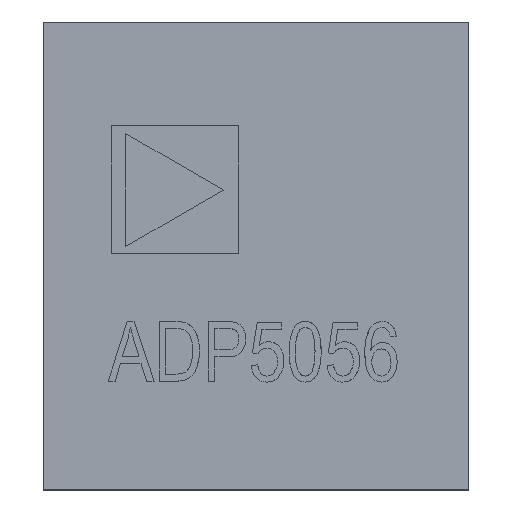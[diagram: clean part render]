
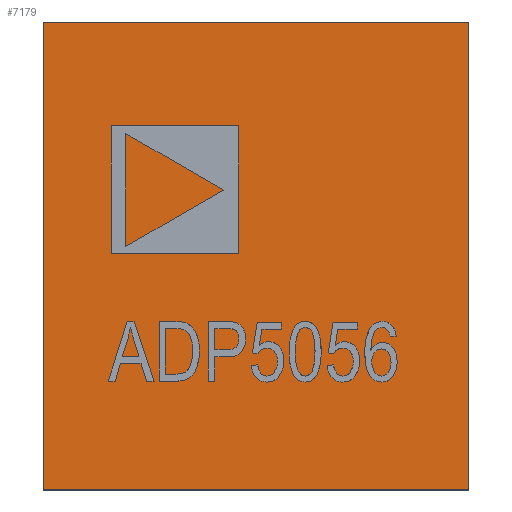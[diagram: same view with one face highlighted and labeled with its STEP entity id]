
A CAD part, top view. The second image highlights one B-rep face of the part: STEP entity #7179.
In plain terms, the highlighted planar face has unit normal (0, 0, 1).
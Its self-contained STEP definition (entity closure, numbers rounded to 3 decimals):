
#869=FACE_OUTER_BOUND('',#1310,.T.);
#1310=EDGE_LOOP('',(#6411,#6412,#6413,#6414));
#2079=LINE('',#12729,#2856);
#2082=LINE('',#12735,#2859);
#2085=LINE('',#12741,#2862);
#2088=LINE('',#12745,#2865);
#2856=VECTOR('',#9040,10.);
#2859=VECTOR('',#9045,10.);
#2862=VECTOR('',#9050,10.);
#2865=VECTOR('',#9055,10.);
#3506=VERTEX_POINT('',#12726);
#3507=VERTEX_POINT('',#12728);
#3509=VERTEX_POINT('',#12734);
#3511=VERTEX_POINT('',#12740);
#4471=EDGE_CURVE('',#3507,#3506,#2079,.T.);
#4474=EDGE_CURVE('',#3509,#3507,#2082,.T.);
#4477=EDGE_CURVE('',#3511,#3509,#2085,.T.);
#4480=EDGE_CURVE('',#3506,#3511,#2088,.T.);
#6411=ORIENTED_EDGE('',*,*,#4480,.T.);
#6412=ORIENTED_EDGE('',*,*,#4477,.T.);
#6413=ORIENTED_EDGE('',*,*,#4474,.T.);
#6414=ORIENTED_EDGE('',*,*,#4471,.T.);
#6750=PLANE('',#7603);
#7179=ADVANCED_FACE('',(#869),#6750,.T.);
#7603=AXIS2_PLACEMENT_3D('',#12746,#9056,#9057);
#9040=DIRECTION('',(0.,1.,0.));
#9045=DIRECTION('',(1.,0.,0.));
#9050=DIRECTION('',(0.,-1.,0.));
#9055=DIRECTION('',(-1.,0.,0.));
#9056=DIRECTION('center_axis',(0.,0.,1.));
#9057=DIRECTION('ref_axis',(1.,0.,0.));
#12726=CARTESIAN_POINT('',(5.,5.5,0.865));
#12728=CARTESIAN_POINT('',(5.,0.,0.865));
#12729=CARTESIAN_POINT('',(5.,0.,0.865));
#12734=CARTESIAN_POINT('',(0.,0.,0.865));
#12735=CARTESIAN_POINT('',(0.,0.,0.865));
#12740=CARTESIAN_POINT('',(0.,5.5,0.865));
#12741=CARTESIAN_POINT('',(0.,5.5,0.865));
#12745=CARTESIAN_POINT('',(5.,5.5,0.865));
#12746=CARTESIAN_POINT('Origin',(2.5,2.75,0.865));
